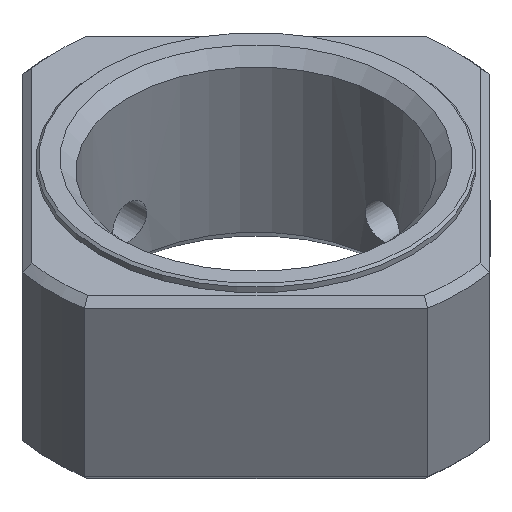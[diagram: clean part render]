
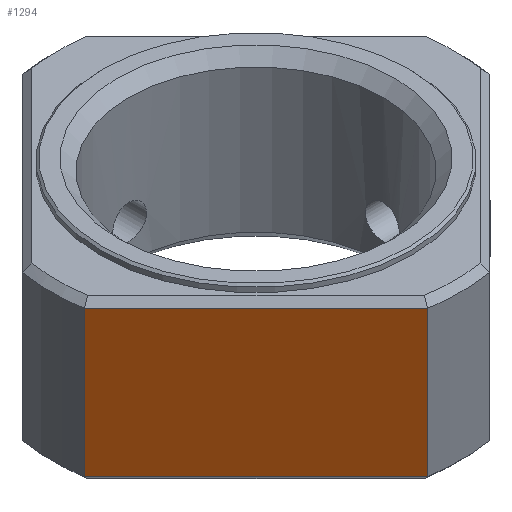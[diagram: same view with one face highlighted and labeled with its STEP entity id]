
A CAD part, isometric view. The second image highlights one B-rep face of the part: STEP entity #1294.
In plain terms, the highlighted planar face has unit normal (-0.707, -0.707, 0).
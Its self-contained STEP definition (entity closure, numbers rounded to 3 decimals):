
#3 = EDGE_LOOP ( 'NONE', ( #103, #104, #105, #106 ) ) ;
#103 = ORIENTED_EDGE ( 'NONE', *, *, #1323, .T. ) ;
#104 = ORIENTED_EDGE ( 'NONE', *, *, #1326, .F. ) ;
#105 = ORIENTED_EDGE ( 'NONE', *, *, #1316, .F. ) ;
#106 = ORIENTED_EDGE ( 'NONE', *, *, #1309, .T. ) ;
#243 = FACE_OUTER_BOUND ( 'NONE', #3, .T. ) ;
#273 = LINE ( 'NONE', #721, #276 ) ;
#275 = LINE ( 'NONE', #742, #282 ) ;
#276 = VECTOR ( 'NONE', #722, 1000. ) ;
#282 = VECTOR ( 'NONE', #743, 1000. ) ;
#284 = VECTOR ( 'NONE', #763, 1000. ) ;
#291 = LINE ( 'NONE', #757, #284 ) ;
#297 = LINE ( 'NONE', #769, #298 ) ;
#298 = VECTOR ( 'NONE', #770, 1000. ) ;
#358 = VERTEX_POINT ( 'NONE', #407 ) ;
#360 = VERTEX_POINT ( 'NONE', #416 ) ;
#363 = VERTEX_POINT ( 'NONE', #419 ) ;
#379 = VERTEX_POINT ( 'NONE', #431 ) ;
#407 = CARTESIAN_POINT ( 'NONE',  ( -30.639, -4.716, 23. ) ) ;
#416 = CARTESIAN_POINT ( 'NONE',  ( -4.716, -30.639, 23. ) ) ;
#419 = CARTESIAN_POINT ( 'NONE',  ( -30.639, -4.716, 1. ) ) ;
#431 = CARTESIAN_POINT ( 'NONE',  ( -4.716, -30.639, 1. ) ) ;
#600 = CARTESIAN_POINT ( 'NONE',  ( 0., -35.355, 25. ) ) ;
#601 = PLANE ( 'NONE',  #1396 ) ;
#603 = DIRECTION ( 'NONE',  ( -0.707, -0.707, 0. ) ) ;
#604 = DIRECTION ( 'NONE',  ( 0.707, -0.707, 0. ) ) ;
#721 = CARTESIAN_POINT ( 'NONE',  ( 0., -35.355, 23. ) ) ;
#722 = DIRECTION ( 'NONE',  ( -0.707, 0.707, 0. ) ) ;
#742 = CARTESIAN_POINT ( 'NONE',  ( -4.716, -30.639, 41.677 ) ) ;
#743 = DIRECTION ( 'NONE',  ( 0., 0., -1. ) ) ;
#757 = CARTESIAN_POINT ( 'NONE',  ( -30.639, -4.716, 25. ) ) ;
#763 = DIRECTION ( 'NONE',  ( 0., 0., -1. ) ) ;
#769 = CARTESIAN_POINT ( 'NONE',  ( -4.716, -30.639, 1. ) ) ;
#770 = DIRECTION ( 'NONE',  ( -0.707, 0.707, 0. ) ) ;
#1294 = ADVANCED_FACE ( 'NONE', ( #243 ), #601, .T. ) ;
#1309 = EDGE_CURVE ( 'NONE', #360, #358, #273, .T. ) ;
#1316 = EDGE_CURVE ( 'NONE', #360, #379, #275, .T. ) ;
#1323 = EDGE_CURVE ( 'NONE', #358, #363, #291, .T. ) ;
#1326 = EDGE_CURVE ( 'NONE', #379, #363, #297, .T. ) ;
#1396 = AXIS2_PLACEMENT_3D ( 'NONE', #600, #603, #604 ) ;
